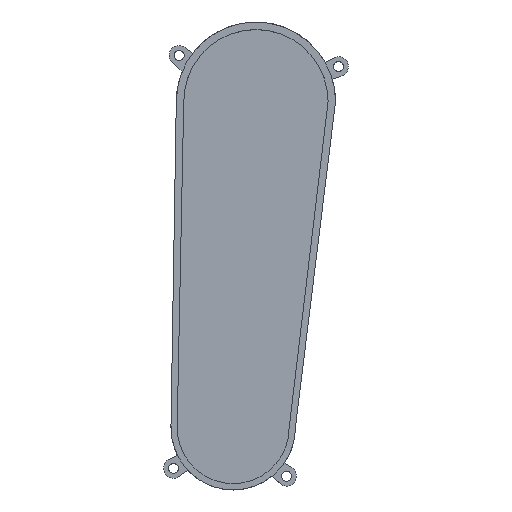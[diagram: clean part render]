
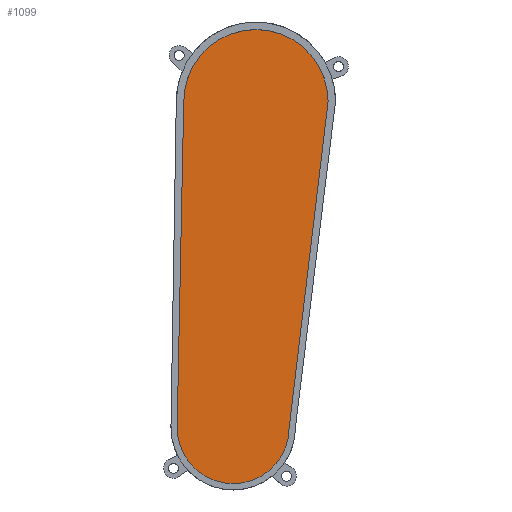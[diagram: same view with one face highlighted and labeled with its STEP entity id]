
A CAD part, top view. The second image highlights one B-rep face of the part: STEP entity #1099.
In plain terms, the highlighted planar face has unit normal (0, 0, 1).
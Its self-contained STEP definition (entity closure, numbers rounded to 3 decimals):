
#76 = CARTESIAN_POINT ( 'NONE',  ( -1.135, 63.798, 5. ) ) ;
#101 = VERTEX_POINT ( 'NONE', #757 ) ;
#217 = EDGE_CURVE ( 'NONE', #1439, #101, #325, .T. ) ;
#248 = LINE ( 'NONE', #1164, #808 ) ;
#276 = CIRCLE ( 'NONE', #976, 29. ) ;
#311 = CARTESIAN_POINT ( 'NONE',  ( -2.419, 0.049, 5. ) ) ;
#325 = CIRCLE ( 'NONE', #1035, 22.5 ) ;
#370 = ORIENTED_EDGE ( 'NONE', *, *, #1116, .T. ) ;
#488 = DIRECTION ( 'NONE',  ( 1., 0., 0. ) ) ;
#516 = EDGE_CURVE ( 'NONE', #101, #1380, #248, .T. ) ;
#531 = CARTESIAN_POINT ( 'NONE',  ( -3.774, -67.189, 5. ) ) ;
#551 = VERTEX_POINT ( 'NONE', #76 ) ;
#564 = DIRECTION ( 'NONE',  ( 0., 0., 1. ) ) ;
#581 = EDGE_CURVE ( 'NONE', #1380, #551, #276, .T. ) ;
#615 = DIRECTION ( 'NONE',  ( 0., 0., 1. ) ) ;
#635 = CARTESIAN_POINT ( 'NONE',  ( 56.865, 63.798, 5. ) ) ;
#683 = ORIENTED_EDGE ( 'NONE', *, *, #217, .T. ) ;
#705 = LINE ( 'NONE', #311, #1709 ) ;
#757 = CARTESIAN_POINT ( 'NONE',  ( 41.226, -67.189, 5. ) ) ;
#808 = VECTOR ( 'NONE', #1441, 1000. ) ;
#819 = EDGE_LOOP ( 'NONE', ( #1075, #1366, #370, #683 ) ) ;
#957 = DIRECTION ( 'NONE',  ( -0.02, -1., 0. ) ) ;
#976 = AXIS2_PLACEMENT_3D ( 'NONE', #1306, #615, #488 ) ;
#1035 = AXIS2_PLACEMENT_3D ( 'NONE', #1112, #1766, #1358 ) ;
#1075 = ORIENTED_EDGE ( 'NONE', *, *, #516, .T. ) ;
#1099 = ADVANCED_FACE ( 'NONE', ( #1526 ), #1259, .T. ) ;
#1112 = CARTESIAN_POINT ( 'NONE',  ( 18.726, -67.189, 5. ) ) ;
#1116 = EDGE_CURVE ( 'NONE', #551, #1439, #705, .T. ) ;
#1121 = CARTESIAN_POINT ( 'NONE',  ( 0., 0., 5. ) ) ;
#1164 = CARTESIAN_POINT ( 'NONE',  ( 48.556, -5.797, 5. ) ) ;
#1259 = PLANE ( 'NONE',  #1341 ) ;
#1306 = CARTESIAN_POINT ( 'NONE',  ( 27.865, 63.798, 5. ) ) ;
#1341 = AXIS2_PLACEMENT_3D ( 'NONE', #1121, #564, #1644 ) ;
#1358 = DIRECTION ( 'NONE',  ( 1., 0., 0. ) ) ;
#1366 = ORIENTED_EDGE ( 'NONE', *, *, #581, .T. ) ;
#1380 = VERTEX_POINT ( 'NONE', #635 ) ;
#1439 = VERTEX_POINT ( 'NONE', #531 ) ;
#1441 = DIRECTION ( 'NONE',  ( 0.119, 0.993, 0. ) ) ;
#1526 = FACE_OUTER_BOUND ( 'NONE', #819, .T. ) ;
#1644 = DIRECTION ( 'NONE',  ( 1., 0., 0. ) ) ;
#1709 = VECTOR ( 'NONE', #957, 1000. ) ;
#1766 = DIRECTION ( 'NONE',  ( 0., 0., 1. ) ) ;
